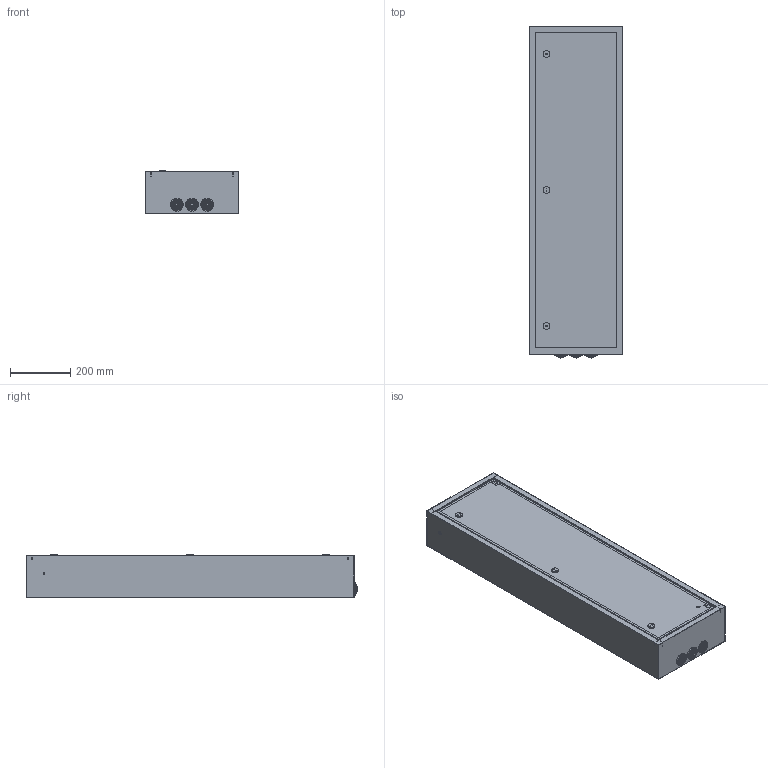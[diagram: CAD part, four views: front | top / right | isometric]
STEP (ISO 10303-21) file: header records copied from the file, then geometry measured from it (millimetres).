
FILE_DESCRIPTION (( 'STEP AP214' ), '1' );
FILE_NAME ('ÊÈÂÀ 223.00.00-06ÑÁ óïðîù.STEP', '2024-10-02T10:46:56', ( '' ), ( '' ), 'SwSTEP 2.0', 'SolidWorks 2022', '' );
FILE_SCHEMA (( 'AUTOMOTIVE_DESIGN' ));
Length unit declared in the file: millimetre
Products named in the file (1): КИВА 223.00.00-06СБ упрощ
Bounding box: 310 x 1098.01 x 143.5 mm (x, y, z)
Volume: 3564342.5 mm3; surface area: 3493123.9 mm2
Topology: 38 solids, 59 shells, 4028 faces, 10909 edges, 7223 vertices
Faces by surface type: plane 2702, cylinder 959, cone 126, bspline 114, sphere 71, torus 56
Entity records: 180912 total; most frequent: CARTESIAN_POINT 33954, ORIENTED_EDGE 21790, DIRECTION 20231, EDGE_CURVE 10895, VECTOR 7773, LINE 7773, VERTEX_POINT 7220, AXIS2_PLACEMENT_3D 6229
